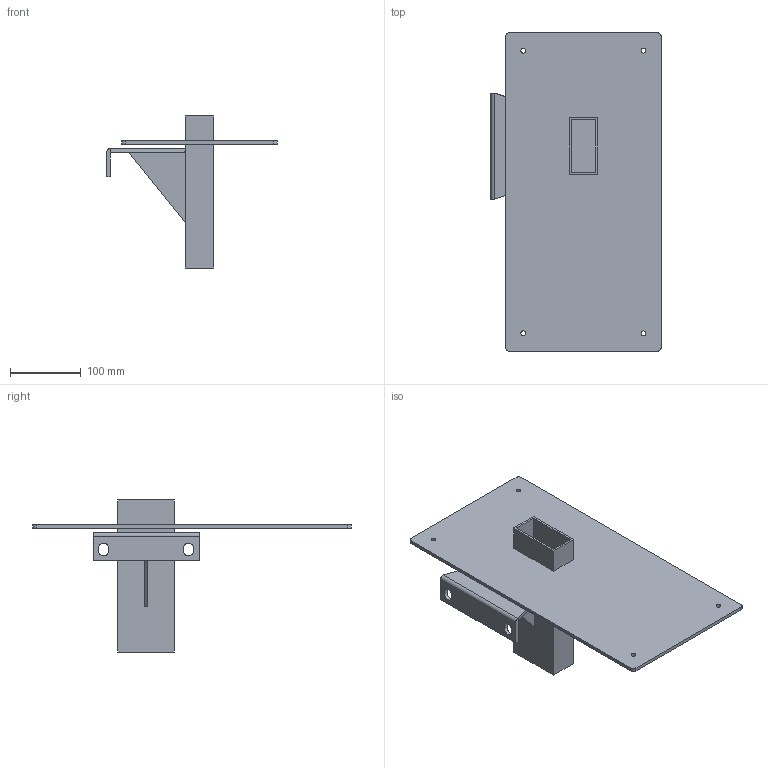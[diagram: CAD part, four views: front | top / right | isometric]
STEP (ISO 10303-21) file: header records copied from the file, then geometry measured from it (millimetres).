
FILE_DESCRIPTION (( 'STEP AP203' ), '1' );
FILE_NAME ('392R24S02-©T©w®y.STEP', '2023-09-28T08:35:20', ( '' ), ( '' ), 'SwSTEP 2.0', 'SolidWorks 2018', '' );
FILE_SCHEMA (( 'CONFIG_CONTROL_DESIGN' ));
Length unit declared in the file: millimetre
Products named in the file (1): 392R24S02-固定座
Bounding box: 241 x 450 x 215 mm (x, y, z)
Volume: 745871.7 mm3; surface area: 348141.1 mm2
Topology: 3 solids, 3 shells, 61 faces, 153 edges, 102 vertices
Faces by surface type: plane 45, cylinder 16
Full cylindrical faces by diameter (mm): 7 x4
Entity records: 1854 total; most frequent: CARTESIAN_POINT 323, ORIENTED_EDGE 290, DIRECTION 289, EDGE_CURVE 145, LINE 113, VECTOR 113, VERTEX_POINT 98, AXIS2_PLACEMENT_3D 88
